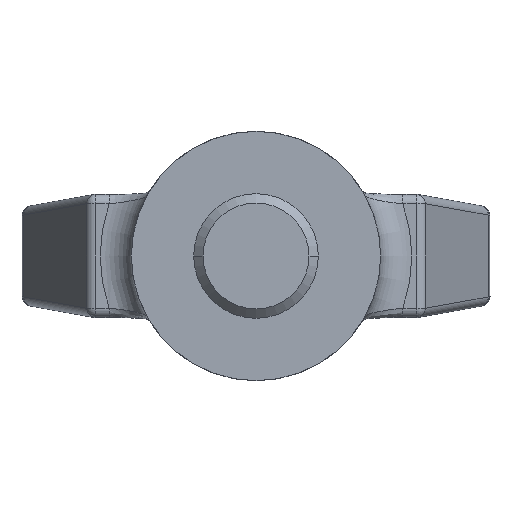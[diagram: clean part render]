
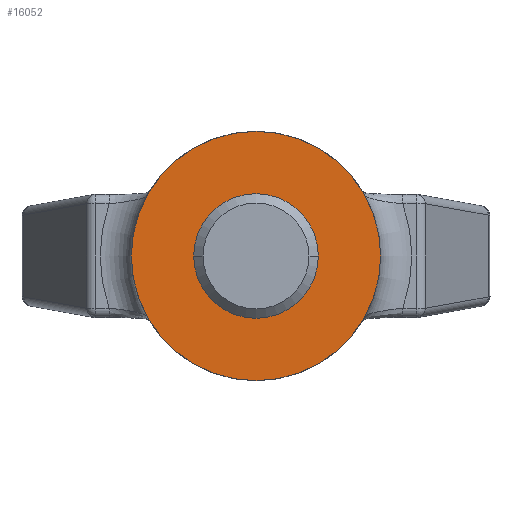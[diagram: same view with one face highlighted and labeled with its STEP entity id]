
A CAD part, front view. The second image highlights one B-rep face of the part: STEP entity #16052.
In plain terms, the highlighted planar face has unit normal (0, -1, 0).
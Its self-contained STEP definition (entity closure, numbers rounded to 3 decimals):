
#5598=CARTESIAN_POINT('',(0.,-35.,0.));
#5599=DIRECTION('',(0.,-1.,0.));
#5600=DIRECTION('',(-1.,0.,0.));
#5601=AXIS2_PLACEMENT_3D('',#5598,#5599,#5600);
#5603=CARTESIAN_POINT('',(0.,-35.,0.));
#5604=DIRECTION('',(0.,1.,0.));
#5605=DIRECTION('',(-1.,0.,0.));
#5606=AXIS2_PLACEMENT_3D('',#5603,#5604,#5605);
#5658=CARTESIAN_POINT('',(-20.,-35.,0.));
#5659=CARTESIAN_POINT('',(20.,-35.,0.));
#5660=VERTEX_POINT('',#5658);
#5661=VERTEX_POINT('',#5659);
#16043=CARTESIAN_POINT('',(0.,-35.,0.));
#16044=DIRECTION('',(0.,1.,0.));
#16045=DIRECTION('',(1.,0.,0.));
#16046=AXIS2_PLACEMENT_3D('',#16043,#16044,#16045);
#16047=PLANE('',#16046);
#16048=ORIENTED_EDGE('',*,*,#8578,.F.);
#16049=ORIENTED_EDGE('',*,*,#7351,.T.);
#16050=EDGE_LOOP('',(#16048,#16049));
#16051=FACE_OUTER_BOUND('',#16050,.F.);
#16052=ADVANCED_FACE('',(#16051),#16047,.F.);
#5602=CIRCLE('',#5601,20.);
#5607=CIRCLE('',#5606,20.);
#7351=EDGE_CURVE('',#5660,#5661,#5607,.T.);
#8578=EDGE_CURVE('',#5660,#5661,#5602,.T.);
